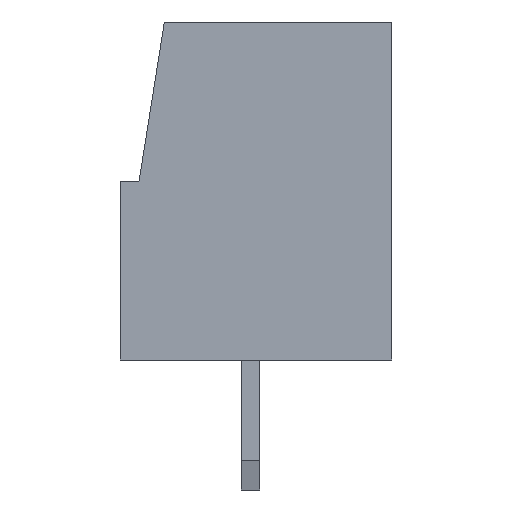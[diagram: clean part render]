
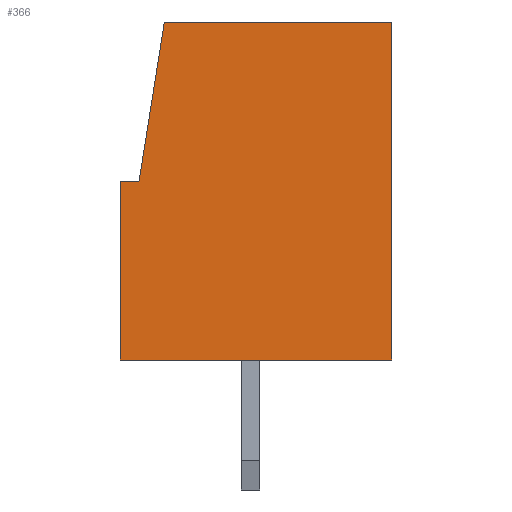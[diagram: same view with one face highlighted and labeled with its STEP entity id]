
A CAD part, left-side view. The second image highlights one B-rep face of the part: STEP entity #366.
In plain terms, the highlighted planar face has unit normal (-1, 0, 0).
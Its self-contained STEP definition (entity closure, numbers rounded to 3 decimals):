
#366 = ADVANCED_FACE( '', ( #765 ), #766, .F. );
#765 = FACE_OUTER_BOUND( '', #1218, .T. );
#766 = PLANE( '', #1219 );
#1218 = EDGE_LOOP( '', ( #2064, #2065, #2066, #2067, #2068, #2069 ) );
#1219 = AXIS2_PLACEMENT_3D( '', #2070, #2071, #2072 );
#2064 = ORIENTED_EDGE( '', *, *, #2927, .T. );
#2065 = ORIENTED_EDGE( '', *, *, #3175, .T. );
#2066 = ORIENTED_EDGE( '', *, *, #3176, .T. );
#2067 = ORIENTED_EDGE( '', *, *, #3177, .T. );
#2068 = ORIENTED_EDGE( '', *, *, #3178, .T. );
#2069 = ORIENTED_EDGE( '', *, *, #3179, .T. );
#2070 = CARTESIAN_POINT( '', ( -1.75, -8.03, -3.632 ) );
#2071 = DIRECTION( '', ( 1., 0., 0. ) );
#2072 = DIRECTION( '', ( 0., 1., 0. ) );
#2927 = EDGE_CURVE( '', #3526, #3527, #3528, .T. );
#3175 = EDGE_CURVE( '', #3527, #3927, #3928, .T. );
#3176 = EDGE_CURVE( '', #3927, #3929, #3930, .T. );
#3177 = EDGE_CURVE( '', #3929, #3931, #3932, .T. );
#3178 = EDGE_CURVE( '', #3931, #3933, #3934, .T. );
#3179 = EDGE_CURVE( '', #3933, #3526, #3935, .T. );
#3526 = VERTEX_POINT( '', #4395 );
#3527 = VERTEX_POINT( '', #4396 );
#3528 = LINE( '', #4397, #4398 );
#3927 = VERTEX_POINT( '', #4994 );
#3928 = LINE( '', #4995, #4996 );
#3929 = VERTEX_POINT( '', #4997 );
#3930 = LINE( '', #4998, #4999 );
#3931 = VERTEX_POINT( '', #5000 );
#3932 = LINE( '', #5001, #5002 );
#3933 = VERTEX_POINT( '', #5003 );
#3934 = LINE( '', #5004, #5005 );
#3935 = LINE( '', #5006, #5007 );
#4395 = CARTESIAN_POINT( '', ( -1.75, -7.3, 0. ) );
#4396 = CARTESIAN_POINT( '', ( -1.75, -7.3, 9.1 ) );
#4397 = CARTESIAN_POINT( '', ( -1.75, -7.3, 0. ) );
#4398 = VECTOR( '', #5449, 1000. );
#4994 = CARTESIAN_POINT( '', ( -1.75, -1.181, 9.1 ) );
#4995 = CARTESIAN_POINT( '', ( -1.75, -3.5, 9.1 ) );
#4996 = VECTOR( '', #5674, 1000. );
#4997 = CARTESIAN_POINT( '', ( -1.75, -0.5, 4.8 ) );
#4998 = CARTESIAN_POINT( '', ( -1.75, 0.26, 0. ) );
#4999 = VECTOR( '', #5675, 1000. );
#5000 = CARTESIAN_POINT( '', ( -1.75, 0., 4.8 ) );
#5001 = CARTESIAN_POINT( '', ( -1.75, -3.5, 4.8 ) );
#5002 = VECTOR( '', #5676, 1000. );
#5003 = CARTESIAN_POINT( '', ( -1.75, 0., 0. ) );
#5004 = CARTESIAN_POINT( '', ( -1.75, 0., 0. ) );
#5005 = VECTOR( '', #5677, 1000. );
#5006 = CARTESIAN_POINT( '', ( -1.75, -3.5, 0. ) );
#5007 = VECTOR( '', #5678, 1000. );
#5449 = DIRECTION( '', ( 0., 0., 1. ) );
#5674 = DIRECTION( '', ( 0., 1., 0. ) );
#5675 = DIRECTION( '', ( 0., 0.156, -0.988 ) );
#5676 = DIRECTION( '', ( 0., 1., 0. ) );
#5677 = DIRECTION( '', ( 0., 0., -1. ) );
#5678 = DIRECTION( '', ( 0., -1., 0. ) );
